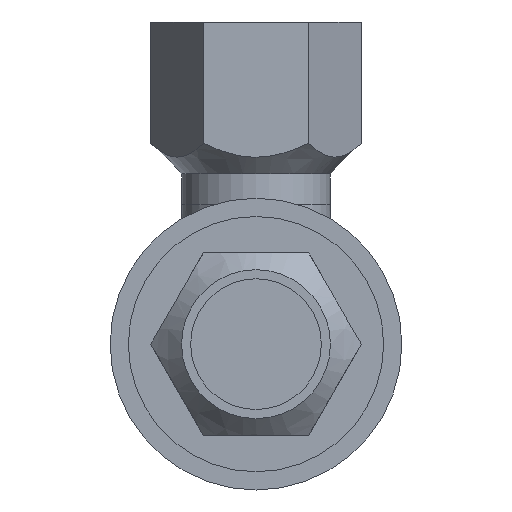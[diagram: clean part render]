
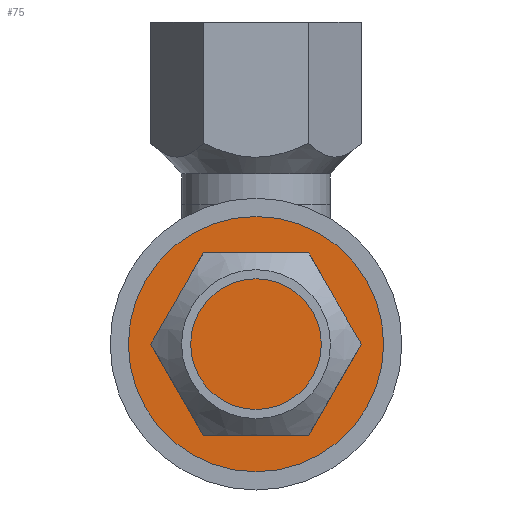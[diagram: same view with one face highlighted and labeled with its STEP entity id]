
A CAD part, front view. The second image highlights one B-rep face of the part: STEP entity #75.
In plain terms, the highlighted planar face has unit normal (0, -1, 0).
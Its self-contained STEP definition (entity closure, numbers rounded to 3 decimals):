
#75 = ADVANCED_FACE( '', ( #168 ), #169, .F. );
#168 = FACE_OUTER_BOUND( '', #282, .T. );
#169 = PLANE( '', #283 );
#282 = EDGE_LOOP( '', ( #413 ) );
#283 = AXIS2_PLACEMENT_3D( '', #414, #415, #416 );
#413 = ORIENTED_EDGE( '', *, *, #573, .F. );
#414 = CARTESIAN_POINT( '', ( 0., 30., 0. ) );
#415 = DIRECTION( '', ( 0., 1., 0. ) );
#416 = DIRECTION( '', ( 0., 0., 1. ) );
#573 = EDGE_CURVE( '', #661, #661, #662, .T. );
#661 = VERTEX_POINT( '', #923 );
#662 = CIRCLE( '', #924, 21. );
#923 = CARTESIAN_POINT( '', ( 21., 30., 0. ) );
#924 = AXIS2_PLACEMENT_3D( '', #1007, #1008, #1009 );
#1007 = CARTESIAN_POINT( '', ( 0., 30., 0. ) );
#1008 = DIRECTION( '', ( 0., 1., 0. ) );
#1009 = DIRECTION( '', ( 1., 0., 0. ) );
